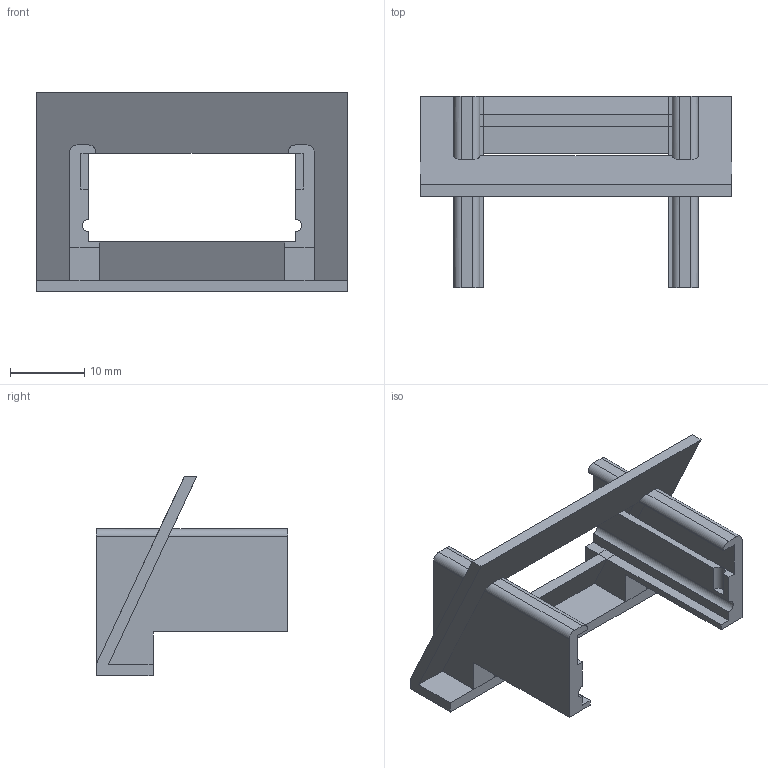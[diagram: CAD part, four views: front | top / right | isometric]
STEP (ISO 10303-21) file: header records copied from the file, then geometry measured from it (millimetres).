
FILE_DESCRIPTION(('FreeCAD Model'),'2;1');
FILE_NAME('main_shell_chop2b.step','2019-04-08T00:06:28',('Anool'),('Wyolum'), 'Open CASCADE STEP processor 7.3','FreeCAD','Unknown');
FILE_SCHEMA(('AUTOMOTIVE_DESIGN { 1 0 10303 214 1 1 1 1 }'));
Length unit declared in the file: millimetre
Products named in the file (1): Cut
Bounding box: 42 x 25.89 x 27 mm (x, y, z)
Volume: 3418.5 mm3; surface area: 4548 mm2
Topology: 1 solids, 1 shells, 79 faces, 213 edges, 134 vertices
Faces by surface type: plane 63, cylinder 12, bspline 2, offset 2
Entity records: 3275 total; most frequent: CARTESIAN_POINT 837, ORIENTED_EDGE 426, DIRECTION 328, EDGE_CURVE 213, LINE 144, VECTOR 144, VERTEX_POINT 134, AXIS2_PLACEMENT_3D 92
